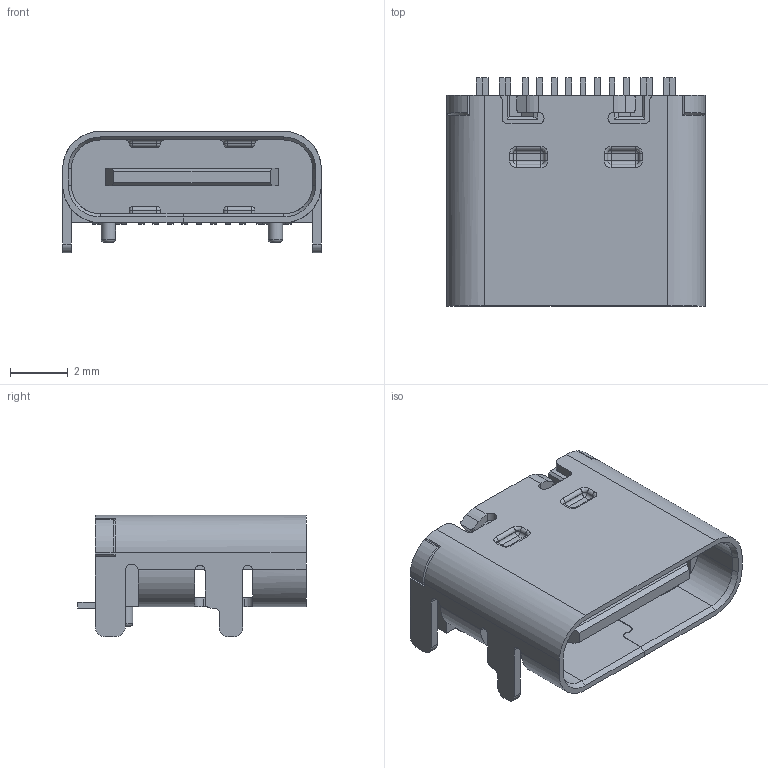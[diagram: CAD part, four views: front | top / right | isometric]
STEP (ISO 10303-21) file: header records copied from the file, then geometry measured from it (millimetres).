
FILE_DESCRIPTION(('FreeCAD Model'),'2;1');
FILE_NAME('Open CASCADE Shape Model','2021-09-09T10:40:06',('Author'),( ''),'Open CASCADE STEP processor 7.4','FreeCAD','Unknown');
FILE_SCHEMA(('AUTOMOTIVE_DESIGN { 1 0 10303 214 1 1 1 1 }'));
Length unit declared in the file: millimetre
Products named in the file (5): Part; ConPins; PcbPins; Mold; Frame
Assembly tree (4 placements, depth 2):
  Part
    ConPins
    PcbPins
    Mold
    Frame
Bounding box: 8.95 x 7.9 x 4.2 mm (x, y, z)
Volume: 98.7 mm3; surface area: 527.6 mm2
Topology: 4 solids, 4 shells, 570 faces, 1447 edges, 860 vertices
Faces by surface type: plane 332, cylinder 174, sphere 32, torus 26, cone 6
Full cylindrical faces by diameter (mm): 0.5 x2
Entity records: 16792 total; most frequent: DIRECTION 2951, CARTESIAN_POINT 2922, ORIENTED_EDGE 2830, EDGE_CURVE 1415, LINE 1005, VECTOR 1005, AXIS2_PLACEMENT_3D 973, VERTEX_POINT 860
